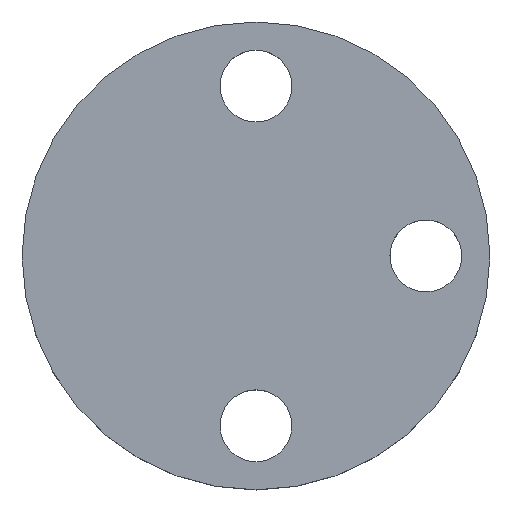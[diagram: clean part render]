
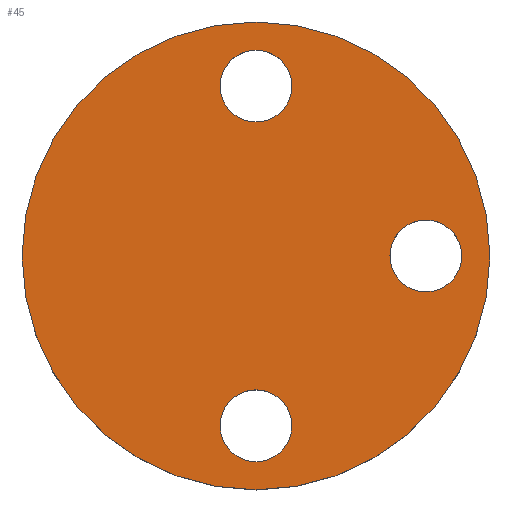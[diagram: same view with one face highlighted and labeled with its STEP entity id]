
A CAD part, top view. The second image highlights one B-rep face of the part: STEP entity #45.
In plain terms, the highlighted planar face has unit normal (0, 0, 1).
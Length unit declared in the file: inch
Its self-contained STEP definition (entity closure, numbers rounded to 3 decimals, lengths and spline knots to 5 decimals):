
#45=ADVANCED_FACE('',(#60,#61,#62,#63),#56,.T.);
#56=PLANE('',#192);
#60=FACE_BOUND('',#87,.T.);
#61=FACE_BOUND('',#88,.T.);
#62=FACE_BOUND('',#89,.T.);
#63=FACE_BOUND('',#90,.T.);
#87=EDGE_LOOP('',(#115));
#88=EDGE_LOOP('',(#116));
#89=EDGE_LOOP('',(#117));
#90=EDGE_LOOP('',(#118));
#115=ORIENTED_EDGE('',*,*,#160,.F.);
#116=ORIENTED_EDGE('',*,*,#161,.T.);
#117=ORIENTED_EDGE('',*,*,#162,.T.);
#118=ORIENTED_EDGE('',*,*,#163,.T.);
#145=VERTEX_POINT('',#261);
#146=VERTEX_POINT('',#263);
#147=VERTEX_POINT('',#265);
#148=VERTEX_POINT('',#267);
#160=EDGE_CURVE('',#145,#145,#175,.T.);
#161=EDGE_CURVE('',#146,#146,#176,.T.);
#162=EDGE_CURVE('',#147,#147,#177,.T.);
#163=EDGE_CURVE('',#148,#148,#178,.T.);
#175=CIRCLE('',#188,0.365);
#176=CIRCLE('',#189,0.056);
#177=CIRCLE('',#190,0.056);
#178=CIRCLE('',#191,0.056);
#188=AXIS2_PLACEMENT_3D('',#260,#213,#214);
#189=AXIS2_PLACEMENT_3D('',#262,#215,#216);
#190=AXIS2_PLACEMENT_3D('',#264,#217,#218);
#191=AXIS2_PLACEMENT_3D('',#266,#219,#220);
#192=AXIS2_PLACEMENT_3D('',#268,#221,#222);
#213=DIRECTION('',(0.,0.,-1.));
#214=DIRECTION('',(1.,0.,0.));
#215=DIRECTION('',(0.,0.,-1.));
#216=DIRECTION('',(-1.,0.,0.));
#217=DIRECTION('',(0.,0.,-1.));
#218=DIRECTION('',(0.,-1.,0.));
#219=DIRECTION('',(0.,0.,-1.));
#220=DIRECTION('',(0.,1.,0.));
#221=DIRECTION('',(0.,0.,1.));
#222=DIRECTION('',(1.,0.,0.));
#260=CARTESIAN_POINT('',(0.,0.,2.1625));
#261=CARTESIAN_POINT('',(0.365,0.,2.1625));
#262=CARTESIAN_POINT('',(0.265,0.,2.1625));
#263=CARTESIAN_POINT('',(0.321,0.,2.1625));
#264=CARTESIAN_POINT('',(0.,0.265,2.1625));
#265=CARTESIAN_POINT('',(0.,0.321,2.1625));
#266=CARTESIAN_POINT('',(0.,-0.265,2.1625));
#267=CARTESIAN_POINT('',(0.,-0.321,2.1625));
#268=CARTESIAN_POINT('',(0.,0.,2.1625));
